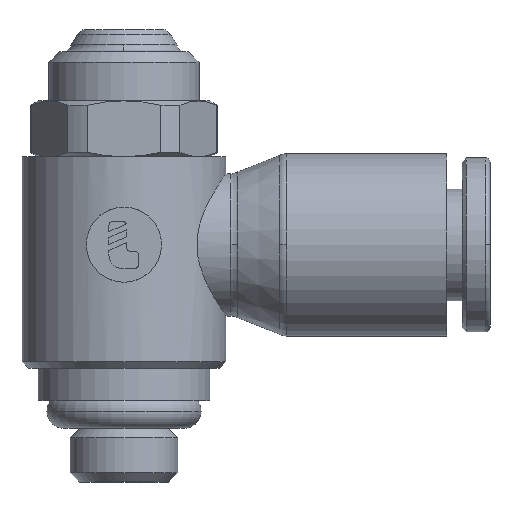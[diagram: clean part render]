
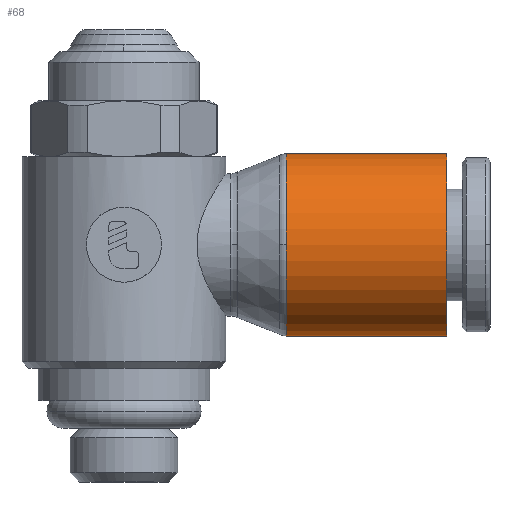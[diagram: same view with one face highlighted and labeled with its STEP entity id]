
A CAD part, top view. The second image highlights one B-rep face of the part: STEP entity #68.
In plain terms, the highlighted cylindrical face has radius 4.25 mm (diameter 8.5 mm), a partial arc.
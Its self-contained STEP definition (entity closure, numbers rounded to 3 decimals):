
#68=ADVANCED_FACE('',(#208),#209,.T.);
#208=FACE_OUTER_BOUND('',#460,.T.);
#209=CYLINDRICAL_SURFACE('',#461,4.25);
#460=EDGE_LOOP('',(#829,#830,#831,#832,#833));
#461=AXIS2_PLACEMENT_3D('',#834,#835,#836);
#829=ORIENTED_EDGE('',*,*,#1673,.F.);
#830=ORIENTED_EDGE('',*,*,#1674,.T.);
#831=ORIENTED_EDGE('',*,*,#1675,.T.);
#832=ORIENTED_EDGE('',*,*,#1676,.F.);
#833=ORIENTED_EDGE('',*,*,#1677,.F.);
#834=CARTESIAN_POINT('',(11.3,5.75,0.0));
#835=DIRECTION('',(1.0,0.0,0.0));
#836=DIRECTION('',(0.0,1.0,0.0));
#1673=EDGE_CURVE('',#2050,#2051,#2052,.T.);
#1674=EDGE_CURVE('',#2050,#2053,#2054,.T.);
#1675=EDGE_CURVE('',#2053,#2055,#2056,.T.);
#1676=EDGE_CURVE('',#2057,#2055,#2058,.T.);
#1677=EDGE_CURVE('',#2051,#2057,#2059,.T.);
#2050=VERTEX_POINT('',#2626);
#2051=VERTEX_POINT('',#2627);
#2052=LINE('',#2628,#2629);
#2053=VERTEX_POINT('',#2630);
#2054=CIRCLE('',#2631,4.25);
#2055=VERTEX_POINT('',#2632);
#2056=CIRCLE('',#2633,4.25);
#2057=VERTEX_POINT('',#2634);
#2058=LINE('',#2635,#2636);
#2059=CIRCLE('',#2637,4.25);
#2626=CARTESIAN_POINT('',(7.57,10.0,0.0));
#2627=CARTESIAN_POINT('',(15.03,10.0,0.0));
#2628=CARTESIAN_POINT('',(11.3,10.0,0.));
#2629=VECTOR('',#3556,1.0);
#2630=CARTESIAN_POINT('',(7.57,5.75,4.25));
#2631=AXIS2_PLACEMENT_3D('',#3557,#3558,#3559);
#2632=CARTESIAN_POINT('',(7.57,1.5,0.));
#2633=AXIS2_PLACEMENT_3D('',#3560,#3561,#3562);
#2634=CARTESIAN_POINT('',(15.03,1.5,0.));
#2635=CARTESIAN_POINT('',(11.3,1.5,0.));
#2636=VECTOR('',#3563,1.0);
#2637=AXIS2_PLACEMENT_3D('',#3564,#3565,#3566);
#3556=DIRECTION('',(1.0,0.0,0.0));
#3557=CARTESIAN_POINT('',(7.57,5.75,0.0));
#3558=DIRECTION('',(1.0,0.0,0.0));
#3559=DIRECTION('',(0.0,1.0,0.0));
#3560=CARTESIAN_POINT('',(7.57,5.75,0.0));
#3561=DIRECTION('',(1.0,0.0,0.0));
#3562=DIRECTION('',(0.0,1.0,0.0));
#3563=DIRECTION('',(-1.0,-0.0,-0.0));
#3564=CARTESIAN_POINT('',(15.03,5.75,0.0));
#3565=DIRECTION('',(1.0,0.0,0.0));
#3566=DIRECTION('',(0.0,1.0,0.0));
